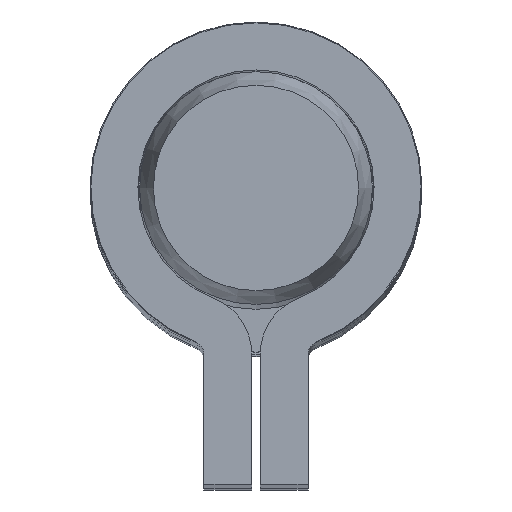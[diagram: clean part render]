
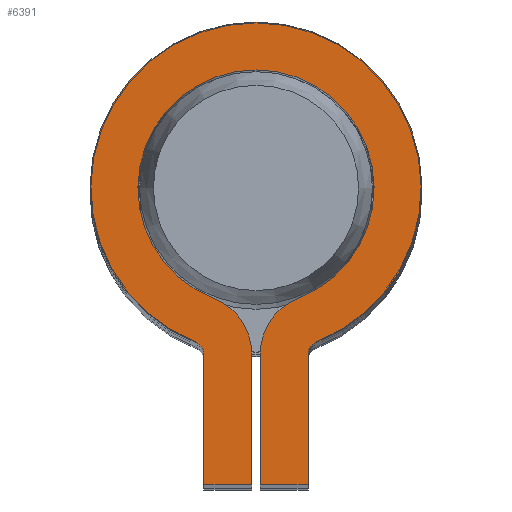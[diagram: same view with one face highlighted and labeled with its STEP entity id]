
A CAD part, top view. The second image highlights one B-rep face of the part: STEP entity #6391.
In plain terms, the highlighted face is planar.
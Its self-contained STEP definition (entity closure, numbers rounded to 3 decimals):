
#390=PLANE('',#6994);
#713=FACE_OUTER_BOUND('',#1094,.T.);
#1094=EDGE_LOOP('',(#5206,#5207,#5208,#5209,#5210,#5211,#5212,#5213,#5214,
#5215,#5216,#5217));
#1575=LINE('',#10572,#2167);
#1579=LINE('',#10582,#2171);
#1580=LINE('',#10584,#2172);
#1582=LINE('',#10588,#2174);
#1584=LINE('',#10592,#2176);
#1585=LINE('',#10594,#2177);
#2167=VECTOR('',#8260,10.);
#2171=VECTOR('',#8272,10.);
#2172=VECTOR('',#8275,10.);
#2174=VECTOR('',#8279,10.);
#2176=VECTOR('',#8283,10.);
#2177=VECTOR('',#8286,10.);
#2573=CIRCLE('',#6967,9.7);
#2575=CIRCLE('',#6973,3.5);
#2577=CIRCLE('',#6976,6.9);
#2581=CIRCLE('',#6982,3.5);
#2582=CIRCLE('',#6984,0.7);
#2583=CIRCLE('',#6987,0.7);
#2983=VERTEX_POINT('',#10520);
#2985=VERTEX_POINT('',#10524);
#2988=VERTEX_POINT('',#10534);
#2989=VERTEX_POINT('',#10536);
#2991=VERTEX_POINT('',#10542);
#2999=VERTEX_POINT('',#10563);
#3000=VERTEX_POINT('',#10567);
#3001=VERTEX_POINT('',#10571);
#3002=VERTEX_POINT('',#10575);
#3003=VERTEX_POINT('',#10580);
#3004=VERTEX_POINT('',#10586);
#3005=VERTEX_POINT('',#10590);
#3763=EDGE_CURVE('',#2985,#2983,#2573,.T.);
#3766=EDGE_CURVE('',#2988,#2989,#2575,.T.);
#3770=EDGE_CURVE('',#2991,#2988,#2577,.T.);
#3781=EDGE_CURVE('',#2999,#2991,#2581,.T.);
#3782=EDGE_CURVE('',#2983,#3000,#2582,.T.);
#3784=EDGE_CURVE('',#3000,#3001,#1575,.T.);
#3786=EDGE_CURVE('',#3002,#2985,#2583,.T.);
#3789=EDGE_CURVE('',#3003,#2999,#1579,.T.);
#3790=EDGE_CURVE('',#3001,#3003,#1580,.T.);
#3792=EDGE_CURVE('',#3004,#3002,#1582,.T.);
#3794=EDGE_CURVE('',#3005,#3004,#1584,.T.);
#3795=EDGE_CURVE('',#2989,#3005,#1585,.T.);
#5206=ORIENTED_EDGE('',*,*,#3766,.F.);
#5207=ORIENTED_EDGE('',*,*,#3770,.F.);
#5208=ORIENTED_EDGE('',*,*,#3781,.F.);
#5209=ORIENTED_EDGE('',*,*,#3789,.F.);
#5210=ORIENTED_EDGE('',*,*,#3790,.F.);
#5211=ORIENTED_EDGE('',*,*,#3784,.F.);
#5212=ORIENTED_EDGE('',*,*,#3782,.F.);
#5213=ORIENTED_EDGE('',*,*,#3763,.F.);
#5214=ORIENTED_EDGE('',*,*,#3786,.F.);
#5215=ORIENTED_EDGE('',*,*,#3792,.F.);
#5216=ORIENTED_EDGE('',*,*,#3794,.F.);
#5217=ORIENTED_EDGE('',*,*,#3795,.F.);
#6391=ADVANCED_FACE('',(#713),#390,.F.);
#6967=AXIS2_PLACEMENT_3D('',#10526,#8211,#8212);
#6973=AXIS2_PLACEMENT_3D('',#10537,#8224,#8225);
#6976=AXIS2_PLACEMENT_3D('',#10544,#8232,#8233);
#6982=AXIS2_PLACEMENT_3D('',#10565,#8251,#8252);
#6984=AXIS2_PLACEMENT_3D('',#10568,#8255,#8256);
#6987=AXIS2_PLACEMENT_3D('',#10576,#8264,#8265);
#6994=AXIS2_PLACEMENT_3D('',#10595,#8287,#8288);
#8211=DIRECTION('center_axis',(0.,0.,1.));
#8212=DIRECTION('ref_axis',(0.314,-0.949,0.));
#8224=DIRECTION('center_axis',(0.,0.,1.));
#8225=DIRECTION('ref_axis',(-0.825,0.565,0.));
#8232=DIRECTION('center_axis',(0.,0.,-1.));
#8233=DIRECTION('ref_axis',(-0.036,0.999,0.));
#8251=DIRECTION('center_axis',(0.,0.,1.));
#8252=DIRECTION('ref_axis',(0.825,0.565,0.));
#8255=DIRECTION('center_axis',(0.,0.,-1.));
#8256=DIRECTION('ref_axis',(0.825,0.565,0.));
#8260=DIRECTION('',(0.,-1.,0.));
#8264=DIRECTION('center_axis',(0.,0.,-1.));
#8265=DIRECTION('ref_axis',(-0.825,0.565,0.));
#8272=DIRECTION('',(0.,1.,0.));
#8275=DIRECTION('',(1.,0.,0.));
#8279=DIRECTION('',(0.,1.,0.));
#8283=DIRECTION('',(1.,0.,0.));
#8286=DIRECTION('',(0.,-1.,0.));
#8287=DIRECTION('center_axis',(0.,0.,1.));
#8288=DIRECTION('ref_axis',(1.,0.,0.));
#10520=CARTESIAN_POINT('',(-3.498,-9.047,0.));
#10524=CARTESIAN_POINT('',(3.498,-9.047,0.));
#10526=CARTESIAN_POINT('Origin',(0.,0.,0.));
#10534=CARTESIAN_POINT('',(2.488,-6.436,0.));
#10536=CARTESIAN_POINT('',(0.25,-9.7,0.));
#10537=CARTESIAN_POINT('Origin',(3.75,-9.7,0.));
#10542=CARTESIAN_POINT('',(-2.488,-6.436,0.));
#10544=CARTESIAN_POINT('Origin',(0.,0.,0.));
#10563=CARTESIAN_POINT('',(-0.25,-9.7,0.));
#10565=CARTESIAN_POINT('Origin',(-3.75,-9.7,0.));
#10567=CARTESIAN_POINT('',(-3.05,-9.7,0.));
#10568=CARTESIAN_POINT('Origin',(-3.75,-9.7,0.));
#10571=CARTESIAN_POINT('',(-3.05,-17.3,0.));
#10572=CARTESIAN_POINT('',(-3.05,-9.208,0.));
#10575=CARTESIAN_POINT('',(3.05,-9.7,0.));
#10576=CARTESIAN_POINT('Origin',(3.75,-9.7,0.));
#10580=CARTESIAN_POINT('',(-0.25,-17.3,0.));
#10582=CARTESIAN_POINT('',(-0.25,-17.3,0.));
#10584=CARTESIAN_POINT('',(-3.05,-17.3,0.));
#10586=CARTESIAN_POINT('',(3.05,-17.3,0.));
#10588=CARTESIAN_POINT('',(3.05,-17.3,0.));
#10590=CARTESIAN_POINT('',(0.25,-17.3,0.));
#10592=CARTESIAN_POINT('',(0.25,-17.3,0.));
#10594=CARTESIAN_POINT('',(0.25,-6.895,0.));
#10595=CARTESIAN_POINT('Origin',(0.,-4.14,
0.));
